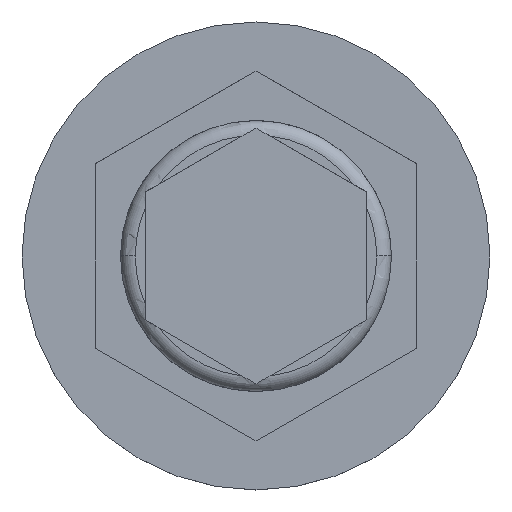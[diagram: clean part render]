
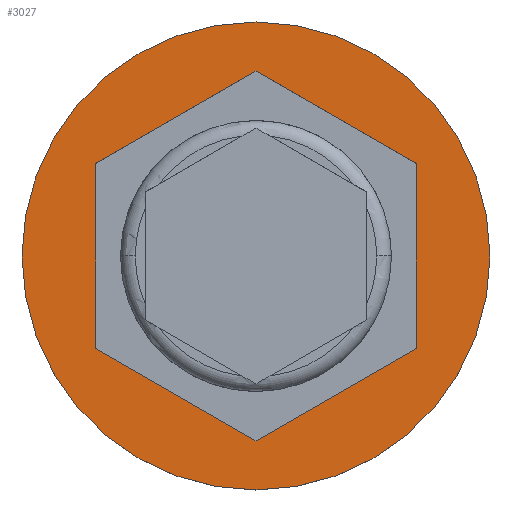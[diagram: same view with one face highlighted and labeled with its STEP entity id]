
A CAD part, top view. The second image highlights one B-rep face of the part: STEP entity #3027.
In plain terms, the highlighted planar face has unit normal (0, 0, 1).
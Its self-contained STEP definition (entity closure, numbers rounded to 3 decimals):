
#1 = FACE_OUTER_BOUND ( 'NONE', #99, .T. ) ;
#49 = CARTESIAN_POINT ( 'NONE',  ( -4.75, 0., 0. ) ) ;
#64 = DIRECTION ( 'NONE',  ( 0.866, 0.5, 0. ) ) ;
#71 = CARTESIAN_POINT ( 'NONE',  ( 0., -3.753, 0. ) ) ;
#73 = ORIENTED_EDGE ( 'NONE', *, *, #2778, .F. ) ;
#76 = CARTESIAN_POINT ( 'NONE',  ( 3.25, -1.876, 0. ) ) ;
#99 = EDGE_LOOP ( 'NONE', ( #852, #1009 ) ) ;
#114 = CARTESIAN_POINT ( 'NONE',  ( 0., 0., 0. ) ) ;
#178 = VERTEX_POINT ( 'NONE', #718 ) ;
#186 = VECTOR ( 'NONE', #64, 1000. ) ;
#240 = DIRECTION ( 'NONE',  ( 0., 0., 1. ) ) ;
#261 = EDGE_CURVE ( 'NONE', #2430, #1364, #1148, .T. ) ;
#521 = ORIENTED_EDGE ( 'NONE', *, *, #1614, .F. ) ;
#607 = CARTESIAN_POINT ( 'NONE',  ( 0., 3.753, 0. ) ) ;
#640 = VERTEX_POINT ( 'NONE', #904 ) ;
#653 = EDGE_CURVE ( 'NONE', #640, #2430, #2214, .T. ) ;
#718 = CARTESIAN_POINT ( 'NONE',  ( 3.25, -1.876, 0. ) ) ;
#742 = VECTOR ( 'NONE', #1132, 1000. ) ;
#770 = CARTESIAN_POINT ( 'NONE',  ( -3.25, 1.876, 0. ) ) ;
#852 = ORIENTED_EDGE ( 'NONE', *, *, #3192, .T. ) ;
#894 = LINE ( 'NONE', #906, #186 ) ;
#904 = CARTESIAN_POINT ( 'NONE',  ( 3.25, 1.876, 0. ) ) ;
#906 = CARTESIAN_POINT ( 'NONE',  ( 0., -3.753, 0. ) ) ;
#919 = CARTESIAN_POINT ( 'NONE',  ( -3.25, -1.876, 0. ) ) ;
#934 = DIRECTION ( 'NONE',  ( 0., 1., 0. ) ) ;
#971 = LINE ( 'NONE', #919, #1059 ) ;
#1007 = VERTEX_POINT ( 'NONE', #1611 ) ;
#1009 = ORIENTED_EDGE ( 'NONE', *, *, #2578, .T. ) ;
#1059 = VECTOR ( 'NONE', #1763, 1000. ) ;
#1132 = DIRECTION ( 'NONE',  ( -0.866, -0.5, 0. ) ) ;
#1148 = LINE ( 'NONE', #607, #742 ) ;
#1171 = EDGE_LOOP ( 'NONE', ( #2605, #73, #521, #2547, #1703, #2651 ) ) ;
#1208 = DIRECTION ( 'NONE',  ( 0., 0., 1. ) ) ;
#1321 = CARTESIAN_POINT ( 'NONE',  ( 0., 0., 0. ) ) ;
#1364 = VERTEX_POINT ( 'NONE', #2670 ) ;
#1408 = EDGE_CURVE ( 'NONE', #1364, #1007, #1548, .T. ) ;
#1409 = AXIS2_PLACEMENT_3D ( 'NONE', #114, #1208, #1485 ) ;
#1485 = DIRECTION ( 'NONE',  ( 1., 0., 0. ) ) ;
#1548 = LINE ( 'NONE', #770, #1863 ) ;
#1569 = VECTOR ( 'NONE', #3378, 1000. ) ;
#1606 = DIRECTION ( 'NONE',  ( 0., -1., 0. ) ) ;
#1611 = CARTESIAN_POINT ( 'NONE',  ( -3.25, -1.876, 0. ) ) ;
#1614 = EDGE_CURVE ( 'NONE', #2856, #178, #894, .T. ) ;
#1703 = ORIENTED_EDGE ( 'NONE', *, *, #1408, .F. ) ;
#1714 = CARTESIAN_POINT ( 'NONE',  ( 0., 0., 0. ) ) ;
#1763 = DIRECTION ( 'NONE',  ( 0.866, -0.5, 0. ) ) ;
#1863 = VECTOR ( 'NONE', #1606, 1000. ) ;
#1979 = AXIS2_PLACEMENT_3D ( 'NONE', #1714, #2760, #2287 ) ;
#2054 = FACE_BOUND ( 'NONE', #1171, .T. ) ;
#2203 = DIRECTION ( 'NONE',  ( 1., 0., 0. ) ) ;
#2214 = LINE ( 'NONE', #3055, #1569 ) ;
#2287 = DIRECTION ( 'NONE',  ( 1., 0., 0. ) ) ;
#2336 = AXIS2_PLACEMENT_3D ( 'NONE', #1321, #240, #2203 ) ;
#2430 = VERTEX_POINT ( 'NONE', #2613 ) ;
#2436 = PLANE ( 'NONE',  #2336 ) ;
#2445 = CIRCLE ( 'NONE', #1979, 4.75 ) ;
#2547 = ORIENTED_EDGE ( 'NONE', *, *, #2709, .F. ) ;
#2578 = EDGE_CURVE ( 'NONE', #3294, #3536, #2847, .T. ) ;
#2605 = ORIENTED_EDGE ( 'NONE', *, *, #653, .F. ) ;
#2613 = CARTESIAN_POINT ( 'NONE',  ( 0., 3.753, 0. ) ) ;
#2627 = LINE ( 'NONE', #76, #3542 ) ;
#2651 = ORIENTED_EDGE ( 'NONE', *, *, #261, .F. ) ;
#2670 = CARTESIAN_POINT ( 'NONE',  ( -3.25, 1.876, 0. ) ) ;
#2709 = EDGE_CURVE ( 'NONE', #1007, #2856, #971, .T. ) ;
#2760 = DIRECTION ( 'NONE',  ( 0., 0., 1. ) ) ;
#2778 = EDGE_CURVE ( 'NONE', #178, #640, #2627, .T. ) ;
#2847 = CIRCLE ( 'NONE', #1409, 4.75 ) ;
#2856 = VERTEX_POINT ( 'NONE', #71 ) ;
#2913 = CARTESIAN_POINT ( 'NONE',  ( 4.75, 0., 0. ) ) ;
#3027 = ADVANCED_FACE ( 'NONE', ( #2054, #1 ), #2436, .T. ) ;
#3055 = CARTESIAN_POINT ( 'NONE',  ( 3.25, 1.876, 0. ) ) ;
#3192 = EDGE_CURVE ( 'NONE', #3536, #3294, #2445, .T. ) ;
#3294 = VERTEX_POINT ( 'NONE', #49 ) ;
#3378 = DIRECTION ( 'NONE',  ( -0.866, 0.5, 0. ) ) ;
#3536 = VERTEX_POINT ( 'NONE', #2913 ) ;
#3542 = VECTOR ( 'NONE', #934, 1000. ) ;
